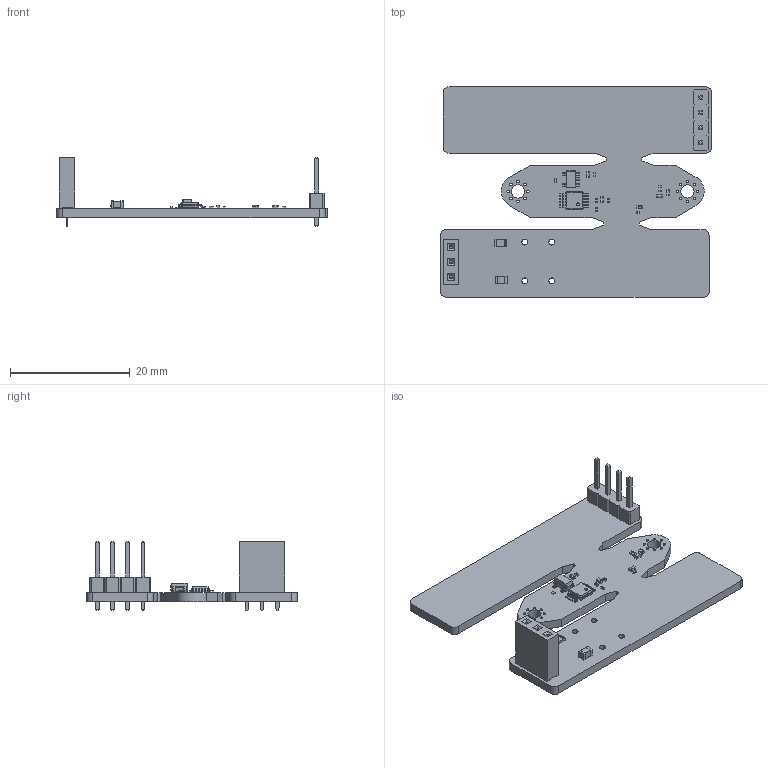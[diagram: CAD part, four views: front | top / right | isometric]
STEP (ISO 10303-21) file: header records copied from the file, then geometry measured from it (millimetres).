
FILE_DESCRIPTION(('KiCad electronic assembly'),'2;1');
FILE_NAME('Colossus_TI_rev_B.step','2025-07-17T11:23:22',('Pcbnew'),( 'Kicad'),'Open CASCADE STEP processor 7.8','KiCad to STEP converter' ,'Unknown');
FILE_SCHEMA(('AUTOMOTIVE_DESIGN { 1 0 10303 214 1 1 1 1 }'));
Length unit declared in the file: millimetre
Products named in the file (12): Colossus_TI_rev_B 1; C_0402_1005Metric; C_0201_0603Metric; R_0201_0603Metric; R_0402_1005Metric; SOT-23-5; PinHeader_1x04_P2.54mm_Vertical; PinSocket_1x03_P2.54mm_Vertical; MSOP-10_3x3mm_P0.5mm; R_0805_2012Metric; C_0805_2012Metric; Colossus_TI_rev_B_PCB
Assembly tree (20 placements, depth 2):
  Colossus_TI_rev_B 1
    C_0402_1005Metric  x3
    C_0201_0603Metric  x5
    R_0201_0603Metric  x3
    R_0402_1005Metric  x2
    SOT-23-5
    PinHeader_1x04_P2.54mm_Vertical
    PinSocket_1x03_P2.54mm_Vertical
    MSOP-10_3x3mm_P0.5mm
    R_0805_2012Metric
    C_0805_2012Metric
    Colossus_TI_rev_B_PCB
Bounding box: 45.27 x 35.17 x 11.64 mm (x, y, z)
Volume: 2189.1 mm3; surface area: 3681.5 mm2
Topology: 20 solids, 20 shells, 962 faces, 2491 edges, 1602 vertices
Faces by surface type: plane 643, cylinder 256, bspline 63
Full cylindrical faces by diameter (mm): 0.4 x16, 0.5 x1, 1 x11, 2.2 x2
Entity records: 26736 total; most frequent: CARTESIAN_POINT 4027, ORIENTED_EDGE 3710, DIRECTION 3459, EDGE_CURVE 1855, LINE 1471, VECTOR 1471, VERTEX_POINT 1182, AXIS2_PLACEMENT_3D 994
